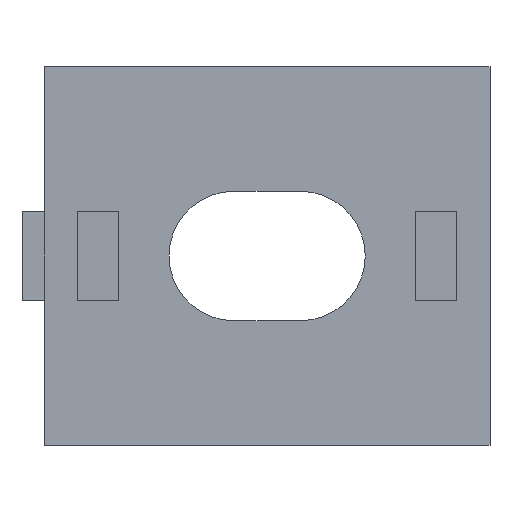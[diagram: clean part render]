
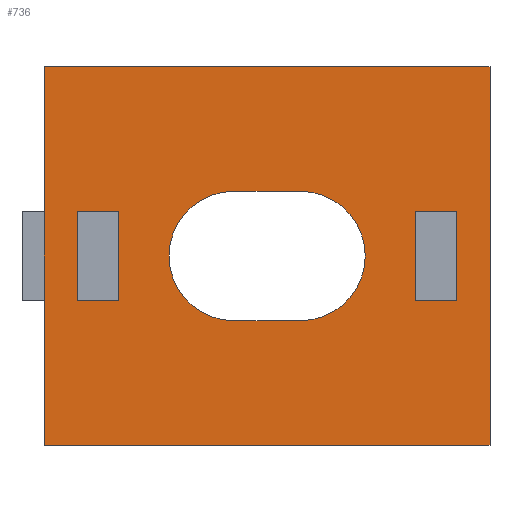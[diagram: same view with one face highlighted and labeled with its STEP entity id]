
A CAD part, front view. The second image highlights one B-rep face of the part: STEP entity #736.
In plain terms, the highlighted planar face has unit normal (0, -1, 0).
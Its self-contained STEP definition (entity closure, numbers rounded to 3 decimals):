
#56=CIRCLE('',#797,2.9);
#57=CIRCLE('',#798,2.9);
#66=FACE_BOUND('',#115,.T.);
#67=FACE_BOUND('',#116,.T.);
#68=FACE_BOUND('',#117,.T.);
#74=FACE_OUTER_BOUND('',#114,.T.);
#114=EDGE_LOOP('',(#504,#505,#506,#507));
#115=EDGE_LOOP('',(#508,#509,#510,#511));
#116=EDGE_LOOP('',(#512,#513,#514,#515));
#117=EDGE_LOOP('',(#516,#517,#518,#519));
#162=LINE('',#1042,#252);
#163=LINE('',#1044,#253);
#164=LINE('',#1046,#254);
#165=LINE('',#1047,#255);
#166=LINE('',#1050,#256);
#167=LINE('',#1052,#257);
#168=LINE('',#1054,#258);
#169=LINE('',#1055,#259);
#170=LINE('',#1058,#260);
#171=LINE('',#1060,#261);
#172=LINE('',#1062,#262);
#173=LINE('',#1063,#263);
#174=LINE('',#1066,#264);
#175=LINE('',#1070,#265);
#252=VECTOR('',#850,20.);
#253=VECTOR('',#851,17.);
#254=VECTOR('',#852,20.);
#255=VECTOR('',#853,17.);
#256=VECTOR('',#854,1.85);
#257=VECTOR('',#855,4.);
#258=VECTOR('',#856,1.85);
#259=VECTOR('',#857,4.);
#260=VECTOR('',#858,1.85);
#261=VECTOR('',#859,4.);
#262=VECTOR('',#860,1.85);
#263=VECTOR('',#861,4.);
#264=VECTOR('',#862,3.);
#265=VECTOR('',#865,3.);
#342=VERTEX_POINT('',#1040);
#343=VERTEX_POINT('',#1041);
#344=VERTEX_POINT('',#1043);
#345=VERTEX_POINT('',#1045);
#346=VERTEX_POINT('',#1048);
#347=VERTEX_POINT('',#1049);
#348=VERTEX_POINT('',#1051);
#349=VERTEX_POINT('',#1053);
#350=VERTEX_POINT('',#1056);
#351=VERTEX_POINT('',#1057);
#352=VERTEX_POINT('',#1059);
#353=VERTEX_POINT('',#1061);
#354=VERTEX_POINT('',#1064);
#355=VERTEX_POINT('',#1065);
#356=VERTEX_POINT('',#1067);
#357=VERTEX_POINT('',#1069);
#406=EDGE_CURVE('',#342,#343,#162,.T.);
#407=EDGE_CURVE('',#344,#343,#163,.T.);
#408=EDGE_CURVE('',#345,#344,#164,.T.);
#409=EDGE_CURVE('',#345,#342,#165,.T.);
#410=EDGE_CURVE('',#346,#347,#166,.T.);
#411=EDGE_CURVE('',#346,#348,#167,.T.);
#412=EDGE_CURVE('',#348,#349,#168,.T.);
#413=EDGE_CURVE('',#347,#349,#169,.T.);
#414=EDGE_CURVE('',#350,#351,#170,.T.);
#415=EDGE_CURVE('',#350,#352,#171,.T.);
#416=EDGE_CURVE('',#352,#353,#172,.T.);
#417=EDGE_CURVE('',#351,#353,#173,.T.);
#418=EDGE_CURVE('',#354,#355,#174,.T.);
#419=EDGE_CURVE('',#355,#356,#56,.T.);
#420=EDGE_CURVE('',#356,#357,#175,.T.);
#421=EDGE_CURVE('',#357,#354,#57,.T.);
#504=ORIENTED_EDGE('',*,*,#406,.T.);
#505=ORIENTED_EDGE('',*,*,#407,.F.);
#506=ORIENTED_EDGE('',*,*,#408,.F.);
#507=ORIENTED_EDGE('',*,*,#409,.T.);
#508=ORIENTED_EDGE('',*,*,#410,.F.);
#509=ORIENTED_EDGE('',*,*,#411,.T.);
#510=ORIENTED_EDGE('',*,*,#412,.T.);
#511=ORIENTED_EDGE('',*,*,#413,.F.);
#512=ORIENTED_EDGE('',*,*,#414,.F.);
#513=ORIENTED_EDGE('',*,*,#415,.T.);
#514=ORIENTED_EDGE('',*,*,#416,.T.);
#515=ORIENTED_EDGE('',*,*,#417,.F.);
#516=ORIENTED_EDGE('',*,*,#418,.T.);
#517=ORIENTED_EDGE('',*,*,#419,.T.);
#518=ORIENTED_EDGE('',*,*,#420,.T.);
#519=ORIENTED_EDGE('',*,*,#421,.T.);
#700=PLANE('',#796);
#736=ADVANCED_FACE('',(#74,#66,#67,#68),#700,.F.);
#796=AXIS2_PLACEMENT_3D('',#1039,#848,#849);
#797=AXIS2_PLACEMENT_3D('',#1068,#863,#864);
#798=AXIS2_PLACEMENT_3D('',#1071,#866,#867);
#848=DIRECTION('center_axis',(0.,1.,0.));
#849=DIRECTION('ref_axis',(0.,0.,1.));
#850=DIRECTION('',(1.,0.,0.));
#851=DIRECTION('',(0.,0.,-1.));
#852=DIRECTION('',(1.,0.,0.));
#853=DIRECTION('',(0.,0.,-1.));
#854=DIRECTION('',(-1.,0.,0.));
#855=DIRECTION('',(0.,0.,-1.));
#856=DIRECTION('',(-1.,0.,0.));
#857=DIRECTION('',(0.,0.,-1.));
#858=DIRECTION('',(-1.,0.,0.));
#859=DIRECTION('',(0.,0.,-1.));
#860=DIRECTION('',(-1.,0.,0.));
#861=DIRECTION('',(0.,0.,-1.));
#862=DIRECTION('',(1.,0.,0.));
#863=DIRECTION('center_axis',(0.,1.,0.));
#864=DIRECTION('ref_axis',(-1.,0.,0.));
#865=DIRECTION('',(-1.,0.,0.));
#866=DIRECTION('center_axis',(0.,1.,0.));
#867=DIRECTION('ref_axis',(-1.,0.,0.));
#1039=CARTESIAN_POINT('Origin',(0.,0.,8.5));
#1040=CARTESIAN_POINT('',(0.,0.,-8.5));
#1041=CARTESIAN_POINT('',(20.,0.,-8.5));
#1042=CARTESIAN_POINT('',(0.,0.,-8.5));
#1043=CARTESIAN_POINT('',(20.,0.,8.5));
#1044=CARTESIAN_POINT('',(20.,0.,8.5));
#1045=CARTESIAN_POINT('',(0.,0.,8.5));
#1046=CARTESIAN_POINT('',(0.,0.,8.5));
#1047=CARTESIAN_POINT('',(0.,0.,8.5));
#1048=CARTESIAN_POINT('',(18.5,0.,2.));
#1049=CARTESIAN_POINT('',(16.65,0.,2.));
#1050=CARTESIAN_POINT('',(18.5,0.,2.));
#1051=CARTESIAN_POINT('',(18.5,0.,-2.));
#1052=CARTESIAN_POINT('',(18.5,0.,2.));
#1053=CARTESIAN_POINT('',(16.65,0.,-2.));
#1054=CARTESIAN_POINT('',(18.5,0.,-2.));
#1055=CARTESIAN_POINT('',(16.65,0.,2.));
#1056=CARTESIAN_POINT('',(3.35,0.,2.));
#1057=CARTESIAN_POINT('',(1.5,0.,2.));
#1058=CARTESIAN_POINT('',(3.35,0.,2.));
#1059=CARTESIAN_POINT('',(3.35,0.,-2.));
#1060=CARTESIAN_POINT('',(3.35,0.,2.));
#1061=CARTESIAN_POINT('',(1.5,0.,-2.));
#1062=CARTESIAN_POINT('',(3.35,0.,-2.));
#1063=CARTESIAN_POINT('',(1.5,0.,2.));
#1064=CARTESIAN_POINT('',(8.5,0.,2.9));
#1065=CARTESIAN_POINT('',(11.5,0.,2.9));
#1066=CARTESIAN_POINT('',(8.5,0.,2.9));
#1067=CARTESIAN_POINT('',(11.5,0.,-2.9));
#1068=CARTESIAN_POINT('Origin',(11.5,0.,0.));
#1069=CARTESIAN_POINT('',(8.5,0.,-2.9));
#1070=CARTESIAN_POINT('',(11.5,0.,-2.9));
#1071=CARTESIAN_POINT('Origin',(8.5,0.,
0.));
